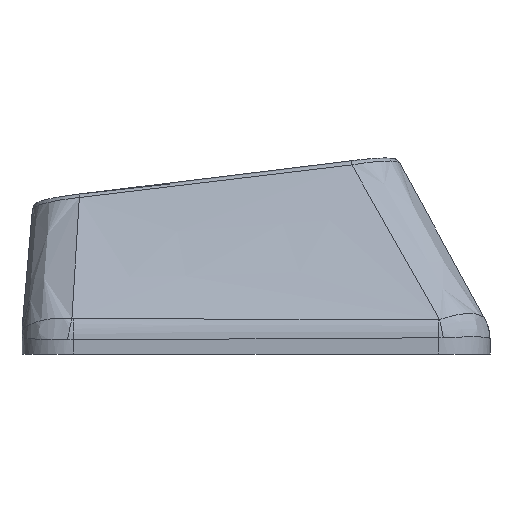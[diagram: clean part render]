
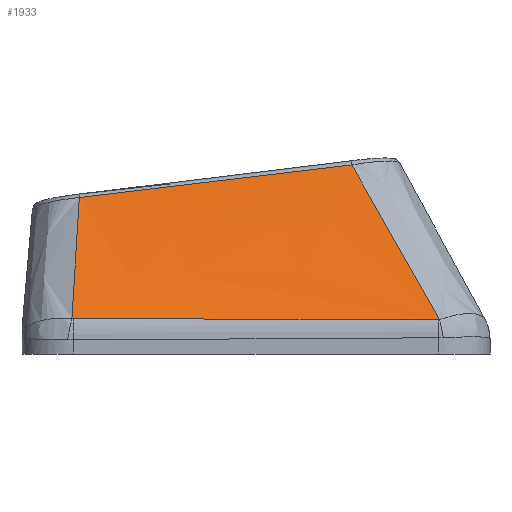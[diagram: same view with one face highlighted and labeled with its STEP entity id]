
A CAD part, left-side view. The second image highlights one B-rep face of the part: STEP entity #1933.
In plain terms, the highlighted free-form (B-spline) face has degree [3, 3] with [4, 4] control points.
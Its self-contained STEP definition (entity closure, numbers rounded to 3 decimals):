
#98=B_SPLINE_SURFACE_WITH_KNOTS('',3,3,((#4060,#4061,#4062,#4063),(#4064,
#4065,#4066,#4067),(#4068,#4069,#4070,#4071),(#4072,#4073,#4074,#4075)),
 .UNSPECIFIED.,.F.,.F.,.F.,(4,4),(4,4),(0.099,0.893),
(0.026,0.95),.UNSPECIFIED.);
#178=FACE_OUTER_BOUND('',#272,.T.);
#272=EDGE_LOOP('',(#1574,#1575,#1576,#1577,#1578,#1579));
#452=B_SPLINE_CURVE_WITH_KNOTS('',3,(#3738,#3739,#3740,#3741),
 .UNSPECIFIED.,.F.,.F.,(4,4),(0.,0.005),
 .UNSPECIFIED.);
#454=B_SPLINE_CURVE_WITH_KNOTS('',3,(#3765,#3766,#3767,#3768),
 .UNSPECIFIED.,.F.,.F.,(4,4),(0.,1.416),.UNSPECIFIED.);
#456=B_SPLINE_CURVE_WITH_KNOTS('',3,(#3792,#3793,#3794,#3795),
 .UNSPECIFIED.,.F.,.F.,(4,4),(0.,0.006),
 .UNSPECIFIED.);
#471=B_SPLINE_CURVE_WITH_KNOTS('',3,(#4077,#4078,#4079,#4080),
 .UNSPECIFIED.,.F.,.F.,(4,4),(0.022,0.781),
 .UNSPECIFIED.);
#472=B_SPLINE_CURVE_WITH_KNOTS('',3,(#4082,#4083,#4084,#4085),
 .UNSPECIFIED.,.F.,.F.,(4,4),(-1.065,0.),
 .UNSPECIFIED.);
#473=B_SPLINE_CURVE_WITH_KNOTS('',3,(#4086,#4087,#4088,#4089),
 .UNSPECIFIED.,.F.,.F.,(4,4),(-0.582,-0.018),
 .UNSPECIFIED.);
#827=VERTEX_POINT('',#3700);
#829=VERTEX_POINT('',#3731);
#831=VERTEX_POINT('',#3758);
#833=VERTEX_POINT('',#3785);
#849=VERTEX_POINT('',#4076);
#850=VERTEX_POINT('',#4081);
#1086=EDGE_CURVE('',#827,#829,#452,.T.);
#1089=EDGE_CURVE('',#829,#831,#454,.T.);
#1092=EDGE_CURVE('',#831,#833,#456,.T.);
#1116=EDGE_CURVE('',#849,#827,#471,.T.);
#1117=EDGE_CURVE('',#850,#849,#472,.T.);
#1118=EDGE_CURVE('',#833,#850,#473,.T.);
#1574=ORIENTED_EDGE('',*,*,#1092,.F.);
#1575=ORIENTED_EDGE('',*,*,#1089,.F.);
#1576=ORIENTED_EDGE('',*,*,#1086,.F.);
#1577=ORIENTED_EDGE('',*,*,#1116,.F.);
#1578=ORIENTED_EDGE('',*,*,#1117,.F.);
#1579=ORIENTED_EDGE('',*,*,#1118,.F.);
#1933=ADVANCED_FACE('',(#178),#98,.T.);
#3700=CARTESIAN_POINT('',(-16.051,-7.124,0.33));
#3731=CARTESIAN_POINT('',(-16.053,-7.077,0.326));
#3738=CARTESIAN_POINT('Ctrl Pts',(-16.051,-7.124,0.33));
#3739=CARTESIAN_POINT('Ctrl Pts',(-16.052,-7.108,0.328));
#3740=CARTESIAN_POINT('Ctrl Pts',(-16.053,-7.093,0.326));
#3741=CARTESIAN_POINT('Ctrl Pts',(-16.053,-7.077,0.326));
#3758=CARTESIAN_POINT('',(-15.974,7.086,0.377));
#3765=CARTESIAN_POINT('Ctrl Pts',(-16.053,-7.077,0.326));
#3766=CARTESIAN_POINT('Ctrl Pts',(-16.033,-2.356,0.342));
#3767=CARTESIAN_POINT('Ctrl Pts',(-16.008,2.365,0.359));
#3768=CARTESIAN_POINT('Ctrl Pts',(-15.974,7.086,0.377));
#3785=CARTESIAN_POINT('',(-15.97,7.144,0.382));
#3792=CARTESIAN_POINT('Ctrl Pts',(-15.974,7.086,0.377));
#3793=CARTESIAN_POINT('Ctrl Pts',(-15.974,7.106,0.377));
#3794=CARTESIAN_POINT('Ctrl Pts',(-15.973,7.125,0.379));
#3795=CARTESIAN_POINT('Ctrl Pts',(-15.97,7.144,0.382));
#4060=CARTESIAN_POINT('Ctrl Pts',(-12.87,-4.102,6.384));
#4061=CARTESIAN_POINT('Ctrl Pts',(-13.931,-5.11,4.365));
#4062=CARTESIAN_POINT('Ctrl Pts',(-14.992,-6.118,2.346));
#4063=CARTESIAN_POINT('Ctrl Pts',(-16.053,-7.125,0.327));
#4064=CARTESIAN_POINT('Ctrl Pts',(-12.87,-0.353,5.94));
#4065=CARTESIAN_POINT('Ctrl Pts',(-13.931,-1.025,4.061));
#4066=CARTESIAN_POINT('Ctrl Pts',(-14.992,-1.697,2.182));
#4067=CARTESIAN_POINT('Ctrl Pts',(-16.053,-2.369,0.304));
#4068=CARTESIAN_POINT('Ctrl Pts',(-12.87,3.396,5.495));
#4069=CARTESIAN_POINT('Ctrl Pts',(-13.931,3.06,3.757));
#4070=CARTESIAN_POINT('Ctrl Pts',(-14.992,2.724,2.019));
#4071=CARTESIAN_POINT('Ctrl Pts',(-16.053,2.388,0.281));
#4072=CARTESIAN_POINT('Ctrl Pts',(-12.87,7.145,5.05));
#4073=CARTESIAN_POINT('Ctrl Pts',(-13.931,7.145,3.453));
#4074=CARTESIAN_POINT('Ctrl Pts',(-14.992,7.144,1.856));
#4075=CARTESIAN_POINT('Ctrl Pts',(-16.053,7.144,0.258));
#4076=CARTESIAN_POINT('',(-12.87,-3.717,6.339));
#4077=CARTESIAN_POINT('Ctrl Pts',(-12.87,-3.717,6.339));
#4078=CARTESIAN_POINT('Ctrl Pts',(-13.937,-4.859,4.341));
#4079=CARTESIAN_POINT('Ctrl Pts',(-14.996,-5.993,2.337));
#4080=CARTESIAN_POINT('Ctrl Pts',(-16.051,-7.124,0.33));
#4081=CARTESIAN_POINT('',(-12.877,6.855,5.074));
#4082=CARTESIAN_POINT('Ctrl Pts',(-12.877,6.855,5.074));
#4083=CARTESIAN_POINT('Ctrl Pts',(-12.876,3.33,5.493));
#4084=CARTESIAN_POINT('Ctrl Pts',(-12.873,-0.194,
5.915));
#4085=CARTESIAN_POINT('Ctrl Pts',(-12.87,-3.717,6.339));
#4086=CARTESIAN_POINT('Ctrl Pts',(-15.97,7.144,0.382));
#4087=CARTESIAN_POINT('Ctrl Pts',(-14.934,7.04,1.943));
#4088=CARTESIAN_POINT('Ctrl Pts',(-13.902,6.942,3.507));
#4089=CARTESIAN_POINT('Ctrl Pts',(-12.877,6.855,5.074));
